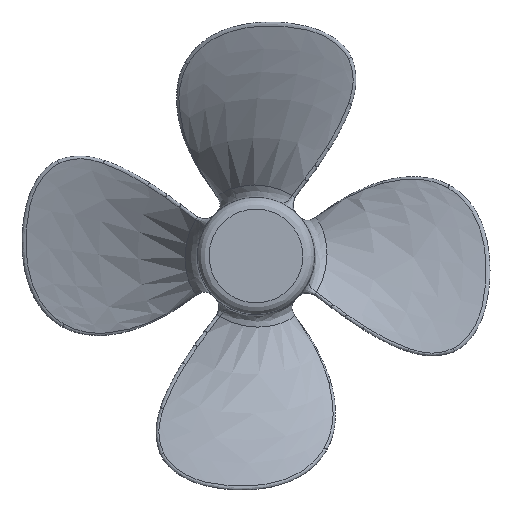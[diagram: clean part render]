
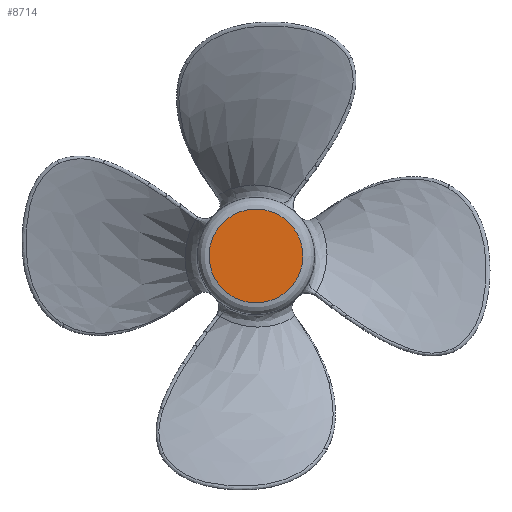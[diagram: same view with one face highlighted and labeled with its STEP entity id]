
A CAD part, top view. The second image highlights one B-rep face of the part: STEP entity #8714.
In plain terms, the highlighted free-form (B-spline) face has degree [1, 1] with [2, 2] control points.
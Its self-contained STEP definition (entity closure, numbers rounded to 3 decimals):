
#8609 = VERTEX_POINT('',#8610);
#8610 = CARTESIAN_POINT('',(5.625,0.,
    21.095));
#8626 = EDGE_CURVE('',#8609,#8609,#8627,.T.);
#8627 = ( BOUNDED_CURVE() B_SPLINE_CURVE(2,(#8628,#8629,#8630,#8631,
    #8632,#8633,#8634,#8635,#8636),.UNSPECIFIED.,.T.,.F.) 
B_SPLINE_CURVE_WITH_KNOTS((3,2,2,2,3),(0.,0.25,0.5,0.75,1.),
.PIECEWISE_BEZIER_KNOTS.) CURVE() GEOMETRIC_REPRESENTATION_ITEM() 
RATIONAL_B_SPLINE_CURVE((1.,0.707,1.,0.707,1.,0.707,1.
,0.707,1.)) REPRESENTATION_ITEM('') );
#8628 = CARTESIAN_POINT('',(5.625,0.,
    21.095));
#8629 = CARTESIAN_POINT('',(5.625,5.625,
    21.095));
#8630 = CARTESIAN_POINT('',(0.,5.625,
    21.095));
#8631 = CARTESIAN_POINT('',(-5.625,5.625,
    21.095));
#8632 = CARTESIAN_POINT('',(-5.625,0.,
    21.095));
#8633 = CARTESIAN_POINT('',(-5.625,-5.625,
    21.095));
#8634 = CARTESIAN_POINT('',(0.,-5.625,
    21.095));
#8635 = CARTESIAN_POINT('',(5.625,-5.625,
    21.095));
#8636 = CARTESIAN_POINT('',(5.625,0.,
    21.095));
#8714 = ADVANCED_FACE('',(#8715),#8718,.F.);
#8715 = FACE_BOUND('',#8716,.F.);
#8716 = EDGE_LOOP('',(#8717));
#8717 = ORIENTED_EDGE('',*,*,#8626,.F.);
#8718 = B_SPLINE_SURFACE_WITH_KNOTS('',1,1,(
    (#8719,#8720)
    ,(#8721,#8722
    )),.UNSPECIFIED.,.F.,.F.,.F.,(2,2),(2,2),(-6.225,
    5.088),(-5.972,5.342),
  .PIECEWISE_BEZIER_KNOTS.);
#8719 = CARTESIAN_POINT('',(0.,-11.251,
    21.095));
#8720 = CARTESIAN_POINT('',(11.251,0.,
    21.095));
#8721 = CARTESIAN_POINT('',(-11.251,0.,
    21.095));
#8722 = CARTESIAN_POINT('',(0.,11.251,
    21.095));
